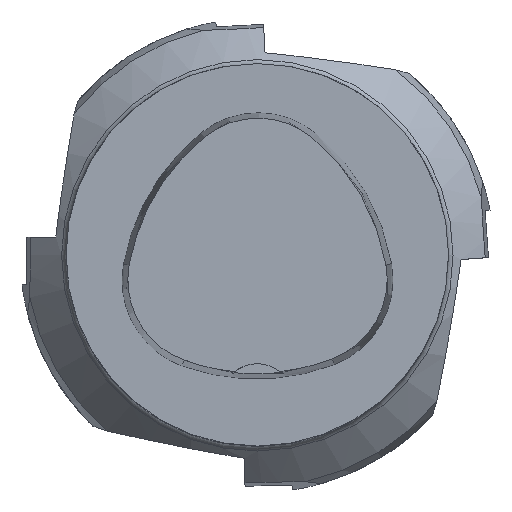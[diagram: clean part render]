
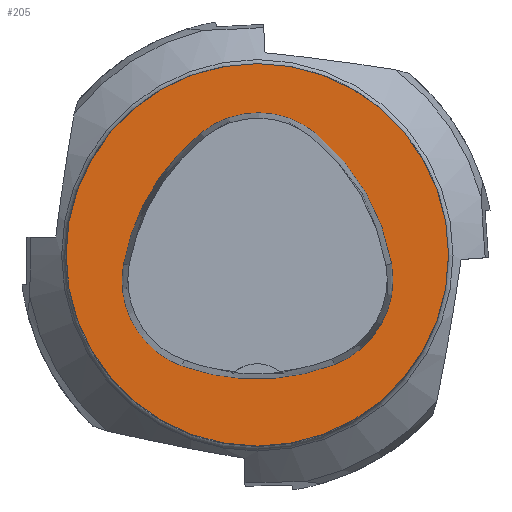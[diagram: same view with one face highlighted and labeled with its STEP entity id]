
A CAD part, top view. The second image highlights one B-rep face of the part: STEP entity #205.
In plain terms, the highlighted planar face has unit normal (0, 0, 1).
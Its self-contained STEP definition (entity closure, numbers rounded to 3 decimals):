
#37=PLANE('',#1509);
#205=ADVANCED_FACE('',(#328,#329),#37,.T.);
#283=CIRCLE('',#1480,31.5);
#285=CIRCLE('',#1487,36.);
#287=CIRCLE('',#1490,15.);
#289=CIRCLE('',#1493,36.);
#291=CIRCLE('',#1496,15.);
#295=CIRCLE('',#1501,36.);
#297=CIRCLE('',#1504,15.);
#328=FACE_BOUND('',#355,.T.);
#329=FACE_BOUND('',#356,.T.);
#355=EDGE_LOOP('',(#510,#511,#512,#513,#514,#515));
#356=EDGE_LOOP('',(#516));
#510=ORIENTED_EDGE('',*,*,#1027,.T.);
#511=ORIENTED_EDGE('',*,*,#1007,.T.);
#512=ORIENTED_EDGE('',*,*,#1011,.T.);
#513=ORIENTED_EDGE('',*,*,#1014,.T.);
#514=ORIENTED_EDGE('',*,*,#1017,.T.);
#515=ORIENTED_EDGE('',*,*,#1025,.T.);
#516=ORIENTED_EDGE('',*,*,#997,.F.);
#862=VERTEX_POINT('',#2057);
#872=VERTEX_POINT('',#2078);
#873=VERTEX_POINT('',#2079);
#876=VERTEX_POINT('',#2087);
#878=VERTEX_POINT('',#2093);
#880=VERTEX_POINT('',#2099);
#887=VERTEX_POINT('',#2120);
#997=EDGE_CURVE('',#862,#862,#283,.T.);
#1007=EDGE_CURVE('',#872,#873,#285,.T.);
#1011=EDGE_CURVE('',#873,#876,#287,.T.);
#1014=EDGE_CURVE('',#876,#878,#289,.T.);
#1017=EDGE_CURVE('',#878,#880,#291,.T.);
#1025=EDGE_CURVE('',#880,#887,#295,.T.);
#1027=EDGE_CURVE('',#887,#872,#297,.T.);
#1480=AXIS2_PLACEMENT_3D('',#2056,#1643,#1644);
#1487=AXIS2_PLACEMENT_3D('',#2077,#1661,#1662);
#1490=AXIS2_PLACEMENT_3D('',#2086,#1669,#1670);
#1493=AXIS2_PLACEMENT_3D('',#2092,#1676,#1677);
#1496=AXIS2_PLACEMENT_3D('',#2098,#1683,#1684);
#1501=AXIS2_PLACEMENT_3D('',#2121,#1695,#1696);
#1504=AXIS2_PLACEMENT_3D('',#2124,#1701,#1702);
#1509=AXIS2_PLACEMENT_3D('',#2129,#1711,#1712);
#1643=DIRECTION('',(0.,0.,-1.));
#1644=DIRECTION('',(-1.,0.,0.));
#1661=DIRECTION('',(0.,0.,-1.));
#1662=DIRECTION('',(-1.,0.,0.));
#1669=DIRECTION('',(0.,0.,-1.));
#1670=DIRECTION('',(-1.,0.,0.));
#1676=DIRECTION('',(0.,0.,-1.));
#1677=DIRECTION('',(-1.,0.,0.));
#1683=DIRECTION('',(0.,0.,-1.));
#1684=DIRECTION('',(-1.,0.,0.));
#1695=DIRECTION('',(0.,0.,-1.));
#1696=DIRECTION('',(-1.,0.,0.));
#1701=DIRECTION('',(0.,0.,-1.));
#1702=DIRECTION('',(-1.,0.,0.));
#1711=DIRECTION('',(0.,0.,1.));
#1712=DIRECTION('',(1.,0.,0.));
#2056=CARTESIAN_POINT('',(0.,0.,0.));
#2057=CARTESIAN_POINT('',(-31.5,0.,0.));
#2077=CARTESIAN_POINT('',(13.398,-7.893,0.));
#2078=CARTESIAN_POINT('',(-22.041,-1.562,0.));
#2079=CARTESIAN_POINT('',(-9.317,20.036,0.));
#2086=CARTESIAN_POINT('',(0.148,8.399,0.));
#2087=CARTESIAN_POINT('',(9.779,19.898,0.));
#2092=CARTESIAN_POINT('',(-13.337,-7.7,0.));
#2093=CARTESIAN_POINT('',(22.122,-1.48,0.));
#2098=CARTESIAN_POINT('',(7.347,-4.071,0.));
#2099=CARTESIAN_POINT('',(12.693,-18.087,0.));
#2120=CARTESIAN_POINT('',(-12.373,-18.307,0.));
#2121=CARTESIAN_POINT('',(-0.137,15.55,0.));
#2124=CARTESIAN_POINT('',(-7.275,-4.2,0.));
#2129=CARTESIAN_POINT('',(0.,0.,0.));
